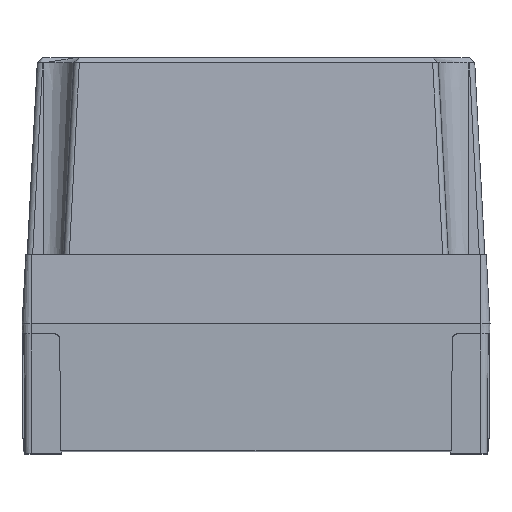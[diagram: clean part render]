
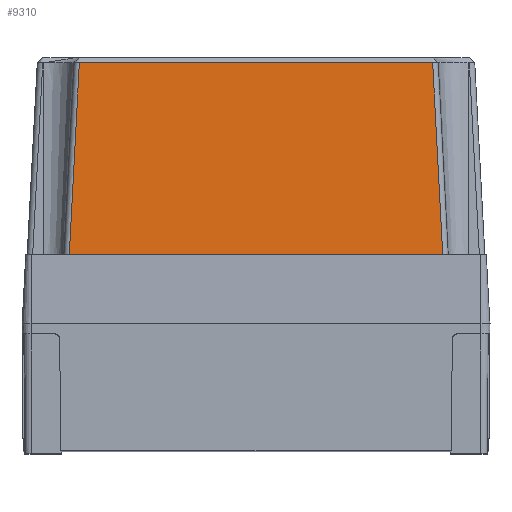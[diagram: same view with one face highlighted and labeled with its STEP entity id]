
A CAD part, top view. The second image highlights one B-rep face of the part: STEP entity #9310.
In plain terms, the highlighted planar face has unit normal (0, 0.052, 0.999).
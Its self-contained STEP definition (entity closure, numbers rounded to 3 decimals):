
#101 = ORIENTED_EDGE ( 'NONE', *, *, #10165, .T. ) ;
#307 = CARTESIAN_POINT ( 'NONE',  ( -71.853, 26.6, 88.05 ) ) ;
#337 = CARTESIAN_POINT ( 'NONE',  ( 45.327, 100.3, 84.188 ) ) ;
#571 = DIRECTION ( 'NONE',  ( 0., -0.999, 0.052 ) ) ;
#903 = EDGE_LOOP ( 'NONE', ( #7647, #3189, #12967, #101 ) ) ;
#1143 = CARTESIAN_POINT ( 'NONE',  ( -63.033, 100.3, 84.188 ) ) ;
#1149 = CARTESIAN_POINT ( 'NONE',  ( 73.95, 26.6, 88.05 ) ) ;
#1402 = LINE ( 'NONE', #1149, #8044 ) ;
#1713 = VERTEX_POINT ( 'NONE', #5124 ) ;
#2460 = CARTESIAN_POINT ( 'NONE',  ( -67.282, 100.3, 84.188 ) ) ;
#2548 = CARTESIAN_POINT ( 'NONE',  ( -48.16, 100.3, 84.188 ) ) ;
#3189 = ORIENTED_EDGE ( 'NONE', *, *, #17170, .T. ) ;
#3284 = PLANE ( 'NONE',  #8938 ) ;
#4513 = CARTESIAN_POINT ( 'NONE',  ( 73.95, 26.6, 88.05 ) ) ;
#4563 = VERTEX_POINT ( 'NONE', #307 ) ;
#5124 = CARTESIAN_POINT ( 'NONE',  ( 67.99, 100.3, 84.188 ) ) ;
#5747 = CARTESIAN_POINT ( 'NONE',  ( 56.659, 100.3, 84.188 ) ) ;
#5803 = B_SPLINE_CURVE_WITH_KNOTS ( 'NONE', 3,
 ( #10417, #9103, #14433, #2460, #7790, #13114, #1143, #6479, #2548, #11804, #10500, #14524, #337, #5747, #9691, #9863 ),
 .UNSPECIFIED., .F., .F.,
 ( 4, 2, 1, 1, 1, 1, 1, 1, 1, 1, 2, 4 ),
 ( 0., 0.001, 0.001, 0.002, 0.004, 0.008, 0.017, 0.034, 0.068, 0.102, 0.119, 0.136 ),
 .UNSPECIFIED. ) ;
#6020 = LINE ( 'NONE', #16694, #6658 ) ;
#6146 = CARTESIAN_POINT ( 'NONE',  ( -71.455, 34.199, 87.652 ) ) ;
#6167 = VERTEX_POINT ( 'NONE', #14473 ) ;
#6432 = VECTOR ( 'NONE', #14660, 1000. ) ;
#6479 = CARTESIAN_POINT ( 'NONE',  ( -58.075, 100.3, 84.188 ) ) ;
#6591 = CARTESIAN_POINT ( 'NONE',  ( 71.853, 26.6, 88.05 ) ) ;
#6658 = VECTOR ( 'NONE', #15468, 1000. ) ;
#7647 = ORIENTED_EDGE ( 'NONE', *, *, #14095, .F. ) ;
#7790 = CARTESIAN_POINT ( 'NONE',  ( -66.751, 100.3, 84.188 ) ) ;
#8044 = VECTOR ( 'NONE', #15935, 1000. ) ;
#8442 = DIRECTION ( 'NONE',  ( 0., 0.052, 0.999 ) ) ;
#8938 = AXIS2_PLACEMENT_3D ( 'NONE', #4513, #8442, #571 ) ;
#9103 = CARTESIAN_POINT ( 'NONE',  ( -67.813, 100.302, 84.187 ) ) ;
#9310 = ADVANCED_FACE ( 'NONE', ( #15358 ), #3284, .T. ) ;
#9623 = VERTEX_POINT ( 'NONE', #6591 ) ;
#9691 = CARTESIAN_POINT ( 'NONE',  ( 62.325, 100.301, 84.187 ) ) ;
#9863 = CARTESIAN_POINT ( 'NONE',  ( 67.99, 100.3, 84.188 ) ) ;
#9894 = EDGE_CURVE ( 'NONE', #4563, #9623, #1402, .T. ) ;
#10165 = EDGE_CURVE ( 'NONE', #9623, #1713, #6020, .T. ) ;
#10417 = CARTESIAN_POINT ( 'NONE',  ( -67.99, 100.3, 84.187 ) ) ;
#10500 = CARTESIAN_POINT ( 'NONE',  ( 0., 100.3, 84.188 ) ) ;
#11804 = CARTESIAN_POINT ( 'NONE',  ( -28.329, 100.3, 84.188 ) ) ;
#12967 = ORIENTED_EDGE ( 'NONE', *, *, #9894, .T. ) ;
#13114 = CARTESIAN_POINT ( 'NONE',  ( -65.512, 100.3, 84.188 ) ) ;
#14095 = EDGE_CURVE ( 'NONE', #6167, #1713, #5803, .T. ) ;
#14433 = CARTESIAN_POINT ( 'NONE',  ( -67.636, 100.3, 84.188 ) ) ;
#14473 = CARTESIAN_POINT ( 'NONE',  ( -67.99, 100.3, 84.187 ) ) ;
#14509 = LINE ( 'NONE', #6146, #6432 ) ;
#14524 = CARTESIAN_POINT ( 'NONE',  ( 28.329, 100.3, 84.188 ) ) ;
#14660 = DIRECTION ( 'NONE',  ( -0.052, -0.997, 0.052 ) ) ;
#15358 = FACE_OUTER_BOUND ( 'NONE', #903, .T. ) ;
#15468 = DIRECTION ( 'NONE',  ( -0.052, 0.997, -0.052 ) ) ;
#15935 = DIRECTION ( 'NONE',  ( 1., 0., 0. ) ) ;
#16694 = CARTESIAN_POINT ( 'NONE',  ( 71.859, 26.491, 88.056 ) ) ;
#17170 = EDGE_CURVE ( 'NONE', #6167, #4563, #14509, .T. ) ;
